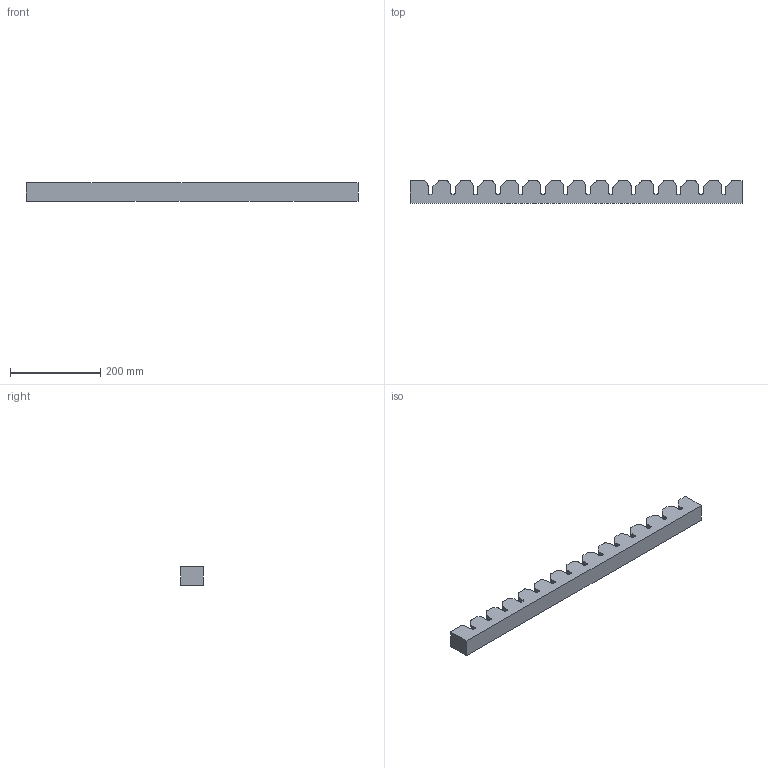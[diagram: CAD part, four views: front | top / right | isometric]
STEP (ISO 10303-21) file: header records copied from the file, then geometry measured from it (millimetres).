
FILE_DESCRIPTION (( 'STEP AP214' ), '1' );
FILE_NAME ('Ìîäåëü äåðæàòåëÿ Windshield çåðêàëüíûé.STEP', '2020-04-07T07:05:03', ( '' ), ( '' ), 'SwSTEP 2.0', 'SolidWorks 2018', '' );
FILE_SCHEMA (( 'AUTOMOTIVE_DESIGN' ));
Length unit declared in the file: millimetre
Products named in the file (1): Ìîäåëü äåðæàòåëÿ Windshield çåðêàëüíûé
Bounding box: 736 x 50 x 40 mm (x, y, z)
Volume: 1130504.8 mm3; surface area: 147164.3 mm2
Topology: 1 solids, 1 shells, 174 faces, 516 edges, 344 vertices
Faces by surface type: bspline 84, plane 62, cylinder 28
Entity records: 7806 total; most frequent: CARTESIAN_POINT 4003, ORIENTED_EDGE 1032, EDGE_CURVE 516, DIRECTION 446, VERTEX_POINT 344, B_SPLINE_CURVE_WITH_KNOTS 224, LINE 208, VECTOR 208
